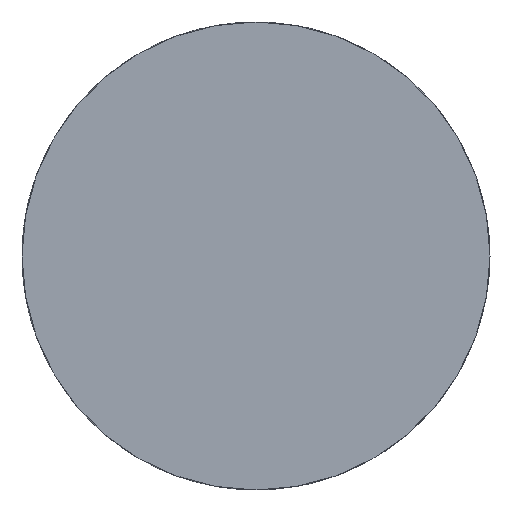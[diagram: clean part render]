
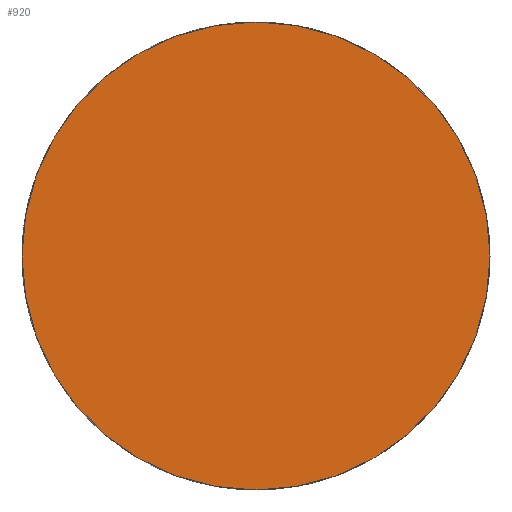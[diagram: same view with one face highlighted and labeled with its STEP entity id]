
A CAD part, top view. The second image highlights one B-rep face of the part: STEP entity #920.
In plain terms, the highlighted planar face has unit normal (0, 0, 1).
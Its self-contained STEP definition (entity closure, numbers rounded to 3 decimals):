
#127=CIRCLE('',#1039,45.);
#186=FACE_OUTER_BOUND('',#246,.T.);
#246=EDGE_LOOP('',(#835));
#453=VERTEX_POINT('',#1936);
#582=EDGE_CURVE('',#453,#453,#127,.T.);
#835=ORIENTED_EDGE('',*,*,#582,.T.);
#860=PLANE('',#1041);
#920=ADVANCED_FACE('',(#186),#860,.T.);
#1039=AXIS2_PLACEMENT_3D('',#1938,#1319,#1320);
#1041=AXIS2_PLACEMENT_3D('',#1941,#1324,#1325);
#1319=DIRECTION('center_axis',(0.,0.,1.));
#1320=DIRECTION('ref_axis',(-1.,0.,0.));
#1324=DIRECTION('center_axis',(0.,0.,1.));
#1325=DIRECTION('ref_axis',(1.,0.,0.));
#1936=CARTESIAN_POINT('',(64.75,-12.5,1.5));
#1938=CARTESIAN_POINT('Origin',(19.75,-12.5,1.5));
#1941=CARTESIAN_POINT('Origin',(30.,-12.5,1.5));
